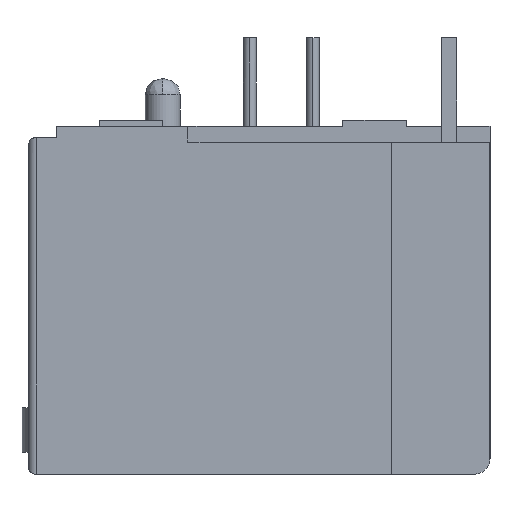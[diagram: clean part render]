
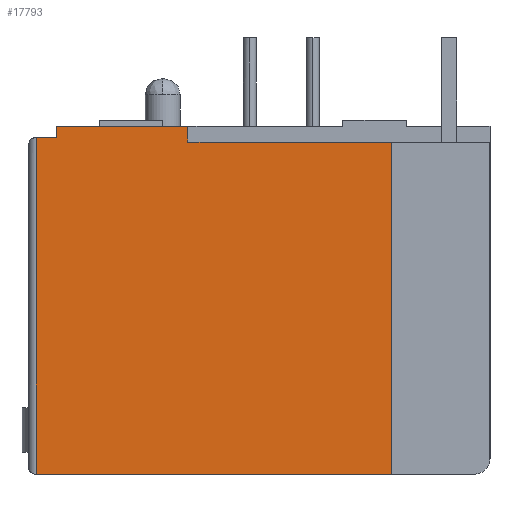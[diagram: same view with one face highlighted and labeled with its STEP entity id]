
A CAD part, left-side view. The second image highlights one B-rep face of the part: STEP entity #17793.
In plain terms, the highlighted planar face has unit normal (-1, 0, 0).
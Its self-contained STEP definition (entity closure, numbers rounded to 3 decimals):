
#59=DIRECTION('',(0.,-1.,0.));
#60=VECTOR('',#59,11.246);
#61=CARTESIAN_POINT('',(-7.792,-20.963,-11.));
#62=LINE('',#61,#60);
#5665=DIRECTION('',(0.,-1.,0.));
#5666=VECTOR('',#5665,0.652);
#5667=CARTESIAN_POINT('',(-7.792,-20.963,-0.35));
#5668=LINE('',#5667,#5666);
#5733=DIRECTION('',(0.,0.,1.));
#5734=VECTOR('',#5733,0.35);
#5735=CARTESIAN_POINT('',(-7.792,-21.615,-0.35));
#5736=LINE('',#5735,#5734);
#5737=DIRECTION('',(0.,-1.,0.));
#5738=VECTOR('',#5737,4.147);
#5739=CARTESIAN_POINT('',(-7.792,-21.615,0.));
#5740=LINE('',#5739,#5738);
#5741=DIRECTION('',(0.,0.,-1.));
#5742=VECTOR('',#5741,0.5);
#5743=CARTESIAN_POINT('',(-7.792,-25.763,0.));
#5744=LINE('',#5743,#5742);
#5759=DIRECTION('',(0.,0.,-1.));
#5760=VECTOR('',#5759,10.65);
#5761=CARTESIAN_POINT('',(-7.792,-20.963,-0.35));
#5762=LINE('',#5761,#5760);
#5857=DIRECTION('',(0.,-1.,0.));
#5858=VECTOR('',#5857,6.447);
#5859=CARTESIAN_POINT('',(-7.792,-25.763,-0.5));
#5860=LINE('',#5859,#5858);
#6093=DIRECTION('',(0.,0.,1.));
#6094=VECTOR('',#6093,10.5);
#6095=CARTESIAN_POINT('',(-7.792,-32.209,-11.));
#6096=LINE('',#6095,#6094);
#8488=CARTESIAN_POINT('',(-7.792,-25.763,0.));
#8490=VERTEX_POINT('',#8488);
#8492=CARTESIAN_POINT('',(-7.792,-21.615,0.));
#8493=VERTEX_POINT('',#8492);
#8664=CARTESIAN_POINT('',(-7.792,-25.763,-0.5));
#8665=VERTEX_POINT('',#8664);
#8668=CARTESIAN_POINT('',(-7.792,-20.963,-0.35));
#8669=CARTESIAN_POINT('',(-7.792,-20.963,-11.));
#8670=VERTEX_POINT('',#8668);
#8671=VERTEX_POINT('',#8669);
#8672=CARTESIAN_POINT('',(-7.792,-32.209,-11.));
#8673=VERTEX_POINT('',#8672);
#8674=CARTESIAN_POINT('',(-7.792,-32.209,-0.5));
#8675=VERTEX_POINT('',#8674);
#8676=CARTESIAN_POINT('',(-7.792,-21.615,-0.35));
#8677=VERTEX_POINT('',#8676);
#17774=CARTESIAN_POINT('',(-7.792,-26.586,-5.5));
#17775=DIRECTION('',(1.,0.,0.));
#17776=DIRECTION('',(0.,1.,0.));
#17777=AXIS2_PLACEMENT_3D('',#17774,#17775,#17776);
#17778=PLANE('',#17777);
#17780=ORIENTED_EDGE('',*,*,#17779,.F.);
#17781=ORIENTED_EDGE('',*,*,#17700,.T.);
#17782=ORIENTED_EDGE('',*,*,#17768,.T.);
#17783=ORIENTED_EDGE('',*,*,#10800,.T.);
#17785=ORIENTED_EDGE('',*,*,#17784,.T.);
#17787=ORIENTED_EDGE('',*,*,#17786,.T.);
#17789=ORIENTED_EDGE('',*,*,#17788,.F.);
#17790=ORIENTED_EDGE('',*,*,#10332,.F.);
#17791=EDGE_LOOP('',(#17780,#17781,#17782,#17783,#17785,#17787,#17789,#17790));
#17792=FACE_OUTER_BOUND('',#17791,.F.);
#17793=ADVANCED_FACE('',(#17792),#17778,.F.);
#10332=EDGE_CURVE('',#8671,#8673,#62,.T.);
#10800=EDGE_CURVE('',#8493,#8490,#5740,.T.);
#17700=EDGE_CURVE('',#8670,#8677,#5668,.T.);
#17768=EDGE_CURVE('',#8677,#8493,#5736,.T.);
#17779=EDGE_CURVE('',#8670,#8671,#5762,.T.);
#17784=EDGE_CURVE('',#8490,#8665,#5744,.T.);
#17786=EDGE_CURVE('',#8665,#8675,#5860,.T.);
#17788=EDGE_CURVE('',#8673,#8675,#6096,.T.);
